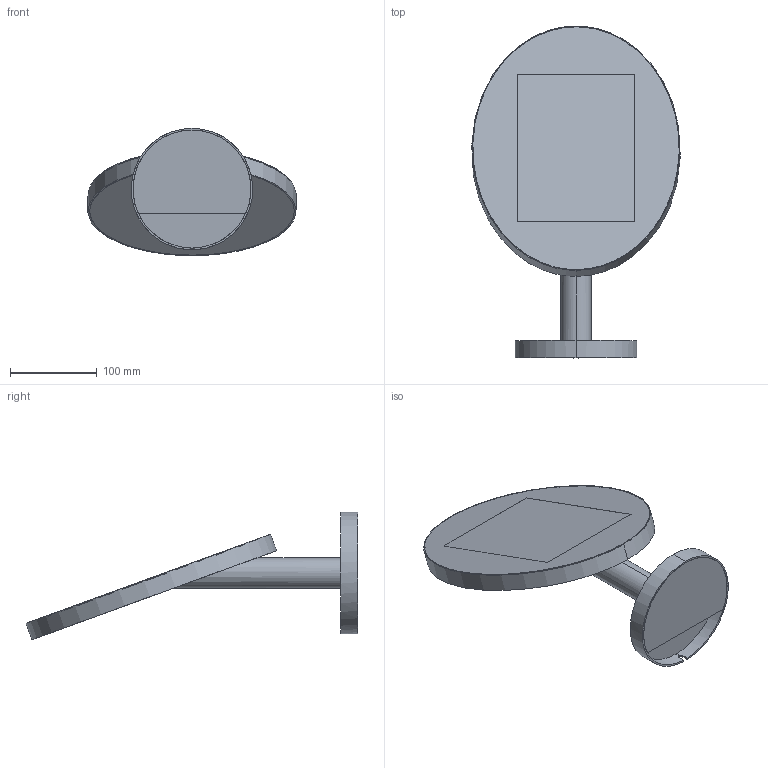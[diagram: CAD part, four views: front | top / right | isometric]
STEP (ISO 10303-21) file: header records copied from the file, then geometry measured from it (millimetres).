
FILE_DESCRIPTION (( 'STEP AP214' ), '1' );
FILE_NAME ('Dau robot.STEP', '2015-05-15T09:46:58', ( 'Hung Le' ), ( '' ), 'SwSTEP 2.0', 'SolidWorks 2014', '' );
FILE_SCHEMA (( 'AUTOMOTIVE_DESIGN' ));
Length unit declared in the file: millimetre
Products named in the file (1): Dau robot
Bounding box: 239.85 x 382.72 x 146.81 mm (x, y, z)
Volume: 330633.2 mm3; surface area: 386177 mm2
Topology: 5 solids, 5 shells, 61 faces, 140 edges, 94 vertices
Faces by surface type: plane 34, cylinder 15, bspline 12
Entity records: 5303 total; most frequent: CARTESIAN_POINT 3921, ORIENTED_EDGE 280, DIRECTION 232, EDGE_CURVE 140, VERTEX_POINT 94, AXIS2_PLACEMENT_3D 78, LINE 76, VECTOR 76
